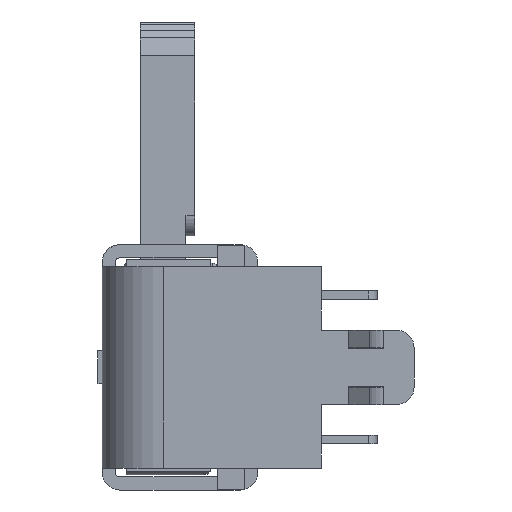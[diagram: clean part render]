
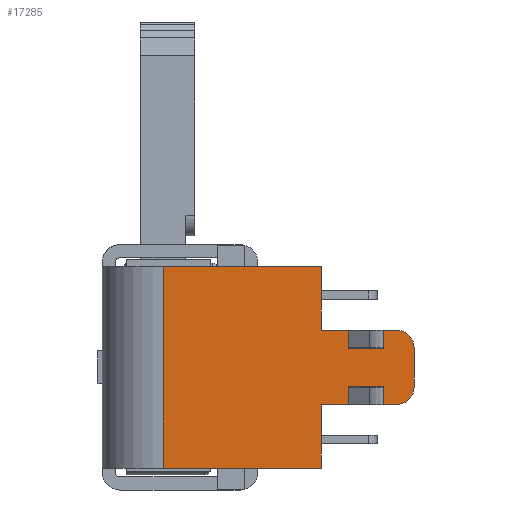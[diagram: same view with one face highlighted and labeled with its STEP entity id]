
A CAD part, left-side view. The second image highlights one B-rep face of the part: STEP entity #17285.
In plain terms, the highlighted planar face has unit normal (-1, 0, 0).
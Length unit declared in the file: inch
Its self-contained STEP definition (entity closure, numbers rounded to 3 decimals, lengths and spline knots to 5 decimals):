
#1051=FACE_OUTER_BOUND('',#1909,.T.);
#1909=EDGE_LOOP('',(#14580,#14581,#14582,#14583,#14584,#14585,#14586,#14587,
#14588,#14589,#14590,#14591,#14592,#14593,#14594,#14595,#14596,#14597,#14598,
#14599));
#2471=CIRCLE('',#18541,0.04);
#2473=CIRCLE('',#18546,0.04);
#4180=LINE('',#27948,#6079);
#4223=LINE('',#28053,#6122);
#4227=LINE('',#28062,#6126);
#4228=LINE('',#28064,#6127);
#4229=LINE('',#28066,#6128);
#4230=LINE('',#28068,#6129);
#4231=LINE('',#28070,#6130);
#4232=LINE('',#28072,#6131);
#4233=LINE('',#28074,#6132);
#4234=LINE('',#28076,#6133);
#4235=LINE('',#28078,#6134);
#4236=LINE('',#28080,#6135);
#4237=LINE('',#28082,#6136);
#4238=LINE('',#28084,#6137);
#4239=LINE('',#28086,#6138);
#4240=LINE('',#28088,#6139);
#4241=LINE('',#28089,#6140);
#4242=LINE('',#28090,#6141);
#6079=VECTOR('',#22633,0.3937);
#6122=VECTOR('',#22722,0.3937);
#6126=VECTOR('',#22730,0.3937);
#6127=VECTOR('',#22731,0.3937);
#6128=VECTOR('',#22732,0.3937);
#6129=VECTOR('',#22733,0.3937);
#6130=VECTOR('',#22734,0.3937);
#6131=VECTOR('',#22735,0.3937);
#6132=VECTOR('',#22736,0.3937);
#6133=VECTOR('',#22737,0.3937);
#6134=VECTOR('',#22738,0.3937);
#6135=VECTOR('',#22739,0.3937);
#6136=VECTOR('',#22740,0.3937);
#6137=VECTOR('',#22741,0.3937);
#6138=VECTOR('',#22742,0.3937);
#6139=VECTOR('',#22743,0.3937);
#6140=VECTOR('',#22744,0.3937);
#6141=VECTOR('',#22745,0.3937);
#7712=VERTEX_POINT('',#27903);
#7713=VERTEX_POINT('',#27905);
#7732=VERTEX_POINT('',#27947);
#7733=VERTEX_POINT('',#27951);
#7769=VERTEX_POINT('',#28044);
#7771=VERTEX_POINT('',#28051);
#7774=VERTEX_POINT('',#28061);
#7775=VERTEX_POINT('',#28063);
#7776=VERTEX_POINT('',#28065);
#7777=VERTEX_POINT('',#28067);
#7778=VERTEX_POINT('',#28069);
#7779=VERTEX_POINT('',#28071);
#7780=VERTEX_POINT('',#28073);
#7781=VERTEX_POINT('',#28075);
#7782=VERTEX_POINT('',#28077);
#7783=VERTEX_POINT('',#28079);
#7784=VERTEX_POINT('',#28081);
#7785=VERTEX_POINT('',#28083);
#7786=VERTEX_POINT('',#28085);
#7787=VERTEX_POINT('',#28087);
#10019=EDGE_CURVE('',#7712,#7713,#2471,.T.);
#10040=EDGE_CURVE('',#7732,#7713,#4180,.T.);
#10042=EDGE_CURVE('',#7732,#7733,#2473,.T.);
#10094=EDGE_CURVE('',#7771,#7769,#4223,.T.);
#10098=EDGE_CURVE('',#7774,#7712,#4227,.T.);
#10099=EDGE_CURVE('',#7775,#7774,#4228,.T.);
#10100=EDGE_CURVE('',#7775,#7776,#4229,.T.);
#10101=EDGE_CURVE('',#7776,#7777,#4230,.T.);
#10102=EDGE_CURVE('',#7777,#7778,#4231,.T.);
#10103=EDGE_CURVE('',#7779,#7778,#4232,.T.);
#10104=EDGE_CURVE('',#7779,#7780,#4233,.T.);
#10105=EDGE_CURVE('',#7781,#7780,#4234,.T.);
#10106=EDGE_CURVE('',#7782,#7781,#4235,.T.);
#10107=EDGE_CURVE('',#7783,#7782,#4236,.T.);
#10108=EDGE_CURVE('',#7783,#7784,#4237,.T.);
#10109=EDGE_CURVE('',#7784,#7785,#4238,.T.);
#10110=EDGE_CURVE('',#7785,#7786,#4239,.T.);
#10111=EDGE_CURVE('',#7786,#7787,#4240,.T.);
#10112=EDGE_CURVE('',#7787,#7769,#4241,.T.);
#10113=EDGE_CURVE('',#7771,#7733,#4242,.T.);
#14580=ORIENTED_EDGE('',*,*,#10019,.F.);
#14581=ORIENTED_EDGE('',*,*,#10098,.F.);
#14582=ORIENTED_EDGE('',*,*,#10099,.F.);
#14583=ORIENTED_EDGE('',*,*,#10100,.T.);
#14584=ORIENTED_EDGE('',*,*,#10101,.T.);
#14585=ORIENTED_EDGE('',*,*,#10102,.T.);
#14586=ORIENTED_EDGE('',*,*,#10103,.F.);
#14587=ORIENTED_EDGE('',*,*,#10104,.T.);
#14588=ORIENTED_EDGE('',*,*,#10105,.F.);
#14589=ORIENTED_EDGE('',*,*,#10106,.F.);
#14590=ORIENTED_EDGE('',*,*,#10107,.F.);
#14591=ORIENTED_EDGE('',*,*,#10108,.T.);
#14592=ORIENTED_EDGE('',*,*,#10109,.T.);
#14593=ORIENTED_EDGE('',*,*,#10110,.T.);
#14594=ORIENTED_EDGE('',*,*,#10111,.T.);
#14595=ORIENTED_EDGE('',*,*,#10112,.T.);
#14596=ORIENTED_EDGE('',*,*,#10094,.F.);
#14597=ORIENTED_EDGE('',*,*,#10113,.T.);
#14598=ORIENTED_EDGE('',*,*,#10042,.F.);
#14599=ORIENTED_EDGE('',*,*,#10040,.T.);
#15692=PLANE('',#18569);
#17285=ADVANCED_FACE('',(#1051),#15692,.F.);
#18541=AXIS2_PLACEMENT_3D('',#27906,#22606,#22607);
#18546=AXIS2_PLACEMENT_3D('',#27952,#22637,#22638);
#18569=AXIS2_PLACEMENT_3D('',#28060,#22728,#22729);
#22606=DIRECTION('center_axis',(1.,0.,0.));
#22607=DIRECTION('ref_axis',(0.,-0.707,0.707));
#22633=DIRECTION('',(0.,0.,1.));
#22637=DIRECTION('center_axis',(1.,0.,0.));
#22638=DIRECTION('ref_axis',(0.,-0.707,-0.707));
#22722=DIRECTION('',(0.,0.,1.));
#22728=DIRECTION('center_axis',(1.,0.,0.));
#22729=DIRECTION('ref_axis',(0.,0.,-1.));
#22730=DIRECTION('',(0.,-1.,0.));
#22731=DIRECTION('',(0.,0.,1.));
#22732=DIRECTION('',(0.,0.,-1.));
#22733=DIRECTION('',(0.,1.,0.));
#22734=DIRECTION('',(0.,0.,1.));
#22735=DIRECTION('',(0.,-1.,0.));
#22736=DIRECTION('',(0.,0.,1.));
#22737=DIRECTION('',(0.,-1.,0.));
#22738=DIRECTION('',(0.,0.,1.));
#22739=DIRECTION('',(0.,1.,0.));
#22740=DIRECTION('',(0.,0.,1.));
#22741=DIRECTION('',(0.,-1.,0.));
#22742=DIRECTION('',(0.,0.,1.));
#22743=DIRECTION('',(0.,-1.,0.));
#22744=DIRECTION('',(0.,0.,-1.));
#22745=DIRECTION('',(0.,-1.,0.));
#27903=CARTESIAN_POINT('',(-0.79,-0.54927,0.085));
#27905=CARTESIAN_POINT('',(-0.79,-0.58927,0.045));
#27906=CARTESIAN_POINT('Origin',(-0.79,-0.54927,0.045));
#27947=CARTESIAN_POINT('',(-0.79,-0.58927,-0.045));
#27948=CARTESIAN_POINT('',(-0.79,-0.58927,0.085));
#27951=CARTESIAN_POINT('',(-0.79,-0.54927,-0.085));
#27952=CARTESIAN_POINT('Origin',(-0.79,-0.54927,-0.045));
#28044=CARTESIAN_POINT('',(-0.79,-0.51927,-0.045));
#28051=CARTESIAN_POINT('',(-0.79,-0.51927,-0.085));
#28053=CARTESIAN_POINT('',(-0.79,-0.51927,0.));
#28060=CARTESIAN_POINT('Origin',(-0.79,0.10773,0.));
#28061=CARTESIAN_POINT('',(-0.79,-0.51927,0.085));
#28062=CARTESIAN_POINT('',(-0.79,-0.37727,0.085));
#28063=CARTESIAN_POINT('',(-0.79,-0.51927,0.045));
#28064=CARTESIAN_POINT('',(-0.79,-0.51927,0.));
#28065=CARTESIAN_POINT('',(-0.79,-0.51927,0.043));
#28066=CARTESIAN_POINT('',(-0.79,-0.51927,0.0215));
#28067=CARTESIAN_POINT('',(-0.79,-0.43927,0.043));
#28068=CARTESIAN_POINT('',(-0.79,-0.16577,0.043));
#28069=CARTESIAN_POINT('',(-0.79,-0.43927,0.085));
#28070=CARTESIAN_POINT('',(-0.79,-0.43927,0.0425));
#28071=CARTESIAN_POINT('',(-0.79,-0.37727,0.085));
#28072=CARTESIAN_POINT('',(-0.79,-0.37727,0.085));
#28073=CARTESIAN_POINT('',(-0.79,-0.37727,0.23));
#28074=CARTESIAN_POINT('',(-0.79,-0.37727,-0.23));
#28075=CARTESIAN_POINT('',(-0.79,-0.01627,0.23));
#28076=CARTESIAN_POINT('',(-0.79,0.09273,0.23));
#28077=CARTESIAN_POINT('',(-0.79,-0.01627,-0.23));
#28078=CARTESIAN_POINT('',(-0.79,-0.01627,0.14));
#28079=CARTESIAN_POINT('',(-0.79,-0.37727,-0.23));
#28080=CARTESIAN_POINT('',(-0.79,0.09273,-0.23));
#28081=CARTESIAN_POINT('',(-0.79,-0.37727,-0.085));
#28082=CARTESIAN_POINT('',(-0.79,-0.37727,-0.23));
#28083=CARTESIAN_POINT('',(-0.79,-0.43927,-0.085));
#28084=CARTESIAN_POINT('',(-0.79,-0.37727,-0.085));
#28085=CARTESIAN_POINT('',(-0.79,-0.43927,-0.043));
#28086=CARTESIAN_POINT('',(-0.79,-0.43927,-0.0215));
#28087=CARTESIAN_POINT('',(-0.79,-0.51927,-0.043));
#28088=CARTESIAN_POINT('',(-0.79,-0.20577,-0.043));
#28089=CARTESIAN_POINT('',(-0.79,-0.51927,-0.0225));
#28090=CARTESIAN_POINT('',(-0.79,-0.37727,-0.085));
